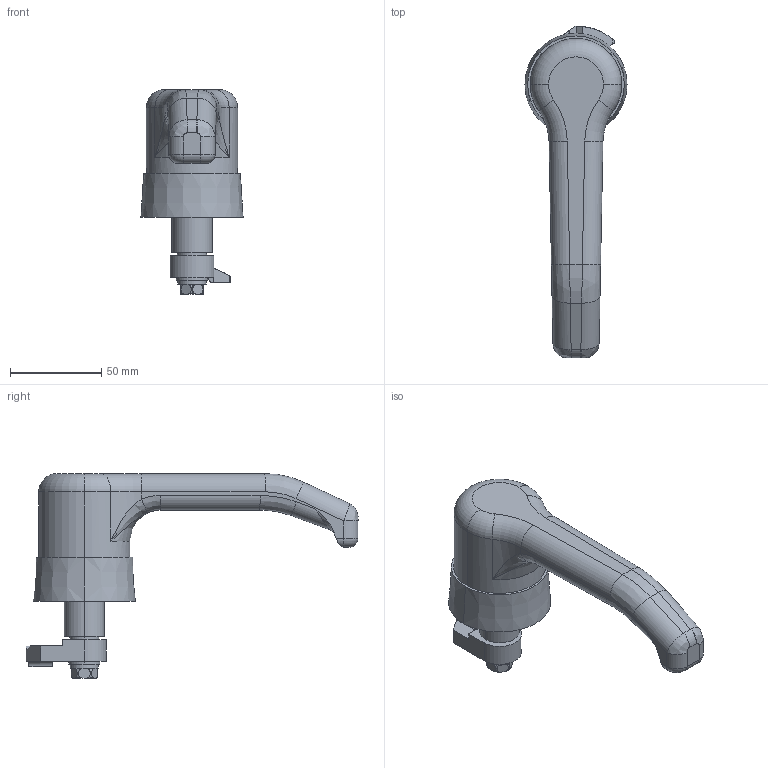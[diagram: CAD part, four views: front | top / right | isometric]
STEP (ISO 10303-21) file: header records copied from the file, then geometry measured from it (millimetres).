
FILE_DESCRIPTION (( 'STEP AP203' ), '1' );
FILE_NAME ('FA-682-R.STEP', '2010-04-26T02:38:59', ( ' ' ), ( ' ' ), 'SwSTEP 2.0', 'SolidWorks 2007', '' );
FILE_SCHEMA (( 'CONFIG_CONTROL_DESIGN' ));
Length unit declared in the file: millimetre
Products named in the file (7): 十字穴付き六角ボルトM8_M8×L14; FA-682-R巭傔嬥__棉太倌; FA-682-R; FA-682儀乕僗__棉太倌; FA-682僴儞僪儖__棉太倌; 暯儚僢僔儍乕M8傒偑偒娵_棉太倌; 僗僾儕儞僌儚僢僔儍乕M8_棉太倌
Assembly tree (6 placements, depth 2):
  FA-682-R
    FA-682-R巭傔嬥__棉太倌
    FA-682儀乕僗__棉太倌
    僗僾儕儞僌儚僢僔儍乕M8_棉太倌
    FA-682僴儞僪儖__棉太倌
    十字穴付き六角ボルトM8_M8×L14
    暯儚僢僔儍乕M8傒偑偒娵_棉太倌
Bounding box: 56 x 182 x 112.3 mm (x, y, z)
Volume: 225375.5 mm3; surface area: 43287.3 mm2
Topology: 6 solids, 6 shells, 202 faces, 483 edges, 290 vertices
Faces by surface type: plane 74, cylinder 68, bspline 26, torus 20, cone 14
Entity records: 7657 total; most frequent: CARTESIAN_POINT 2511, ORIENTED_EDGE 926, DIRECTION 906, EDGE_CURVE 463, AXIS2_PLACEMENT_3D 352, VERTEX_POINT 290, EDGE_LOOP 225, ADVANCED_FACE 202
